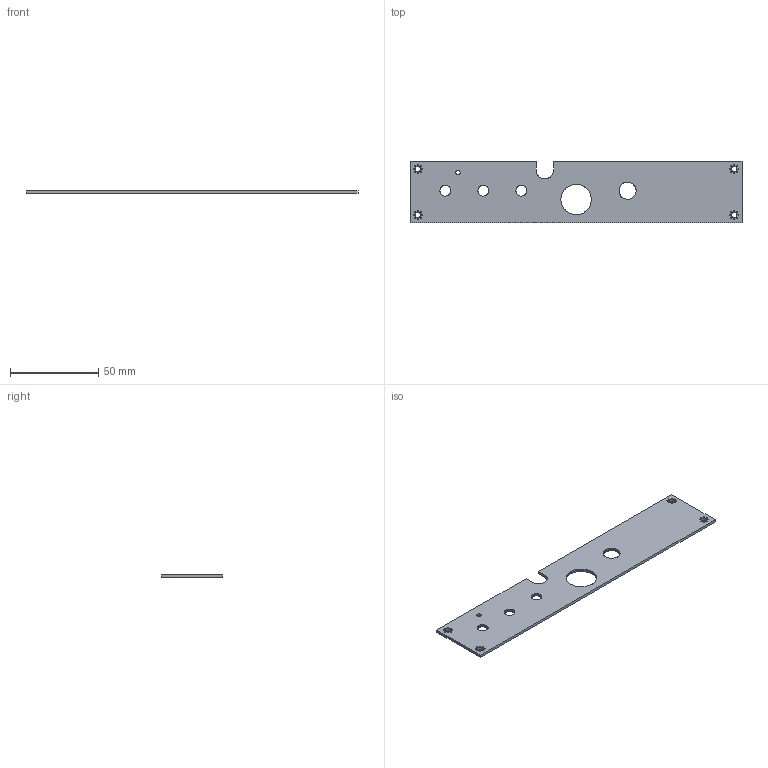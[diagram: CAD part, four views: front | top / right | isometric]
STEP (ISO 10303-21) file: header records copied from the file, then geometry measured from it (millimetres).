
FILE_DESCRIPTION(('KiCad electronic assembly'),'2;1');
FILE_NAME('ribbon_controller_jack_plate.step','2023-05-24T08:40:05',( 'Pcbnew'),('Kicad'),'Open CASCADE STEP processor 7.5', 'KiCad to STEP converter','Unknown');
FILE_SCHEMA(('AUTOMOTIVE_DESIGN { 1 0 10303 214 1 1 1 1 }'));
Length unit declared in the file: millimetre
Products named in the file (2): ribbon_controller_jack_plate 1; ribbon_controller_jack_plate PCB
Assembly tree (1 placements, depth 2):
  ribbon_controller_jack_plate 1
    ribbon_controller_jack_plate PCB
Bounding box: 188.59 x 34.92 x 1.58 mm (x, y, z)
Volume: 9574.4 mm3; surface area: 13230.6 mm2
Topology: 1 solids, 1 shells, 441 faces, 1317 edges, 878 vertices
Faces by surface type: plane 405, cylinder 36
Full cylindrical faces by diameter (mm): 0.5 x32, 3.2 x4
Entity records: 32135 total; most frequent: CARTESIAN_POINT 5704, DIRECTION 4837, LINE 3807, VECTOR 3807, ORIENTED_EDGE 2634, PCURVE 2634, DEFINITIONAL_REPRESENTATION 2634, EDGE_CURVE 1317
